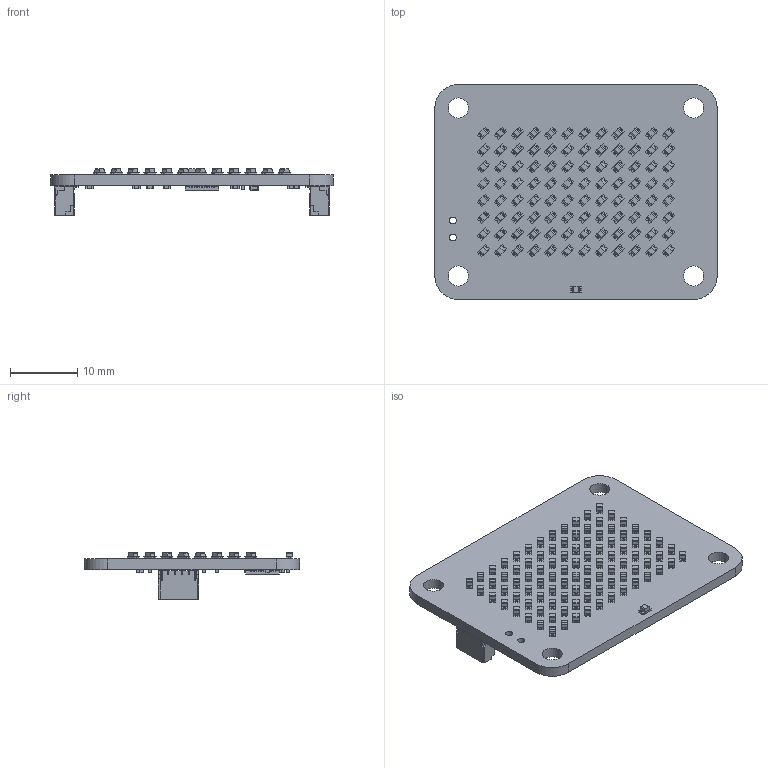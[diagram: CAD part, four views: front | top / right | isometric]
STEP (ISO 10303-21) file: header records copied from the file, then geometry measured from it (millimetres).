
FILE_DESCRIPTION(('Open CASCADE Model'),'2;1');
FILE_NAME('Open CASCADE Shape Model','2025-04-16T11:23:31',('Author'),( 'Open CASCADE'),'Open CASCADE STEP processor 7.5','Open CASCADE 7.5' ,'Unknown');
FILE_SCHEMA(('AUTOMOTIVE_DESIGN { 1 0 10303 214 1 1 1 1 }'));
Length unit declared in the file: millimetre
Products named in the file (145): PCB; Board; Open CASCADE STEP translator 7.5 16.1.1; STAT; 0603 LED Green; Solid1; Solid4; R4; 6823470560; Extruded; 6823463200; R12; R11; R10; R9; R8; R7; R6; R5; R3; R2; R1; D95; 0603 LED Red; Pad; Pad005; Pad001; Pad004; Pad003; Lens; D96; D94; D93; D92; D91; D90; D85; D86; D87; D88 ...
Assembly tree (274 placements, depth 4):
  PCB
    Board
      Open CASCADE STEP translator 7.5 16.1.1
    STAT
      0603 LED Green
        Solid1
        Solid4
        Solid1
        Solid1
        Solid4
        Solid1
        Solid1
        Solid1
    R4
      6823470560  x2
        Extruded
      6823463200
        Extruded
    R12
      6823470560  x2
        Extruded
      6823463200
        Extruded
    R11
      6823470560  x2
        Extruded
      6823463200
        Extruded
    R10
      6823470560  x2
        Extruded
      6823463200
        Extruded
    R9
      6823470560  x2
        Extruded
      6823463200
        Extruded
    R8
      6823470560  x2
        Extruded
      6823463200
        Extruded
    R7
      6823470560  x2
        Extruded
      6823463200
        Extruded
    R6
      6823470560  x2
        Extruded
      6823463200
        Extruded
    R5
      6823470560  x2
        Extruded
      6823463200
        Extruded
    R3
      6823470560  x2
Bounding box: 42 x 32 x 6.92 mm (x, y, z)
Volume: 2268.4 mm3; surface area: 4593.3 mm2
Topology: 881 solids, 881 shells, 7669 faces, 19006 edges, 14536 vertices
Faces by surface type: plane 6306, cylinder 1320, bspline 35, sphere 8
Full cylindrical faces by diameter (mm): 1.016 x2, 3 x4
Entity records: 55700 total; most frequent: CARTESIAN_POINT 12783, DIRECTION 7548, ORIENTED_EDGE 5800, LINE 3826, VECTOR 3826, EDGE_CURVE 2900, VERTEX_POINT 1900, AXIS2_PLACEMENT_3D 1861
